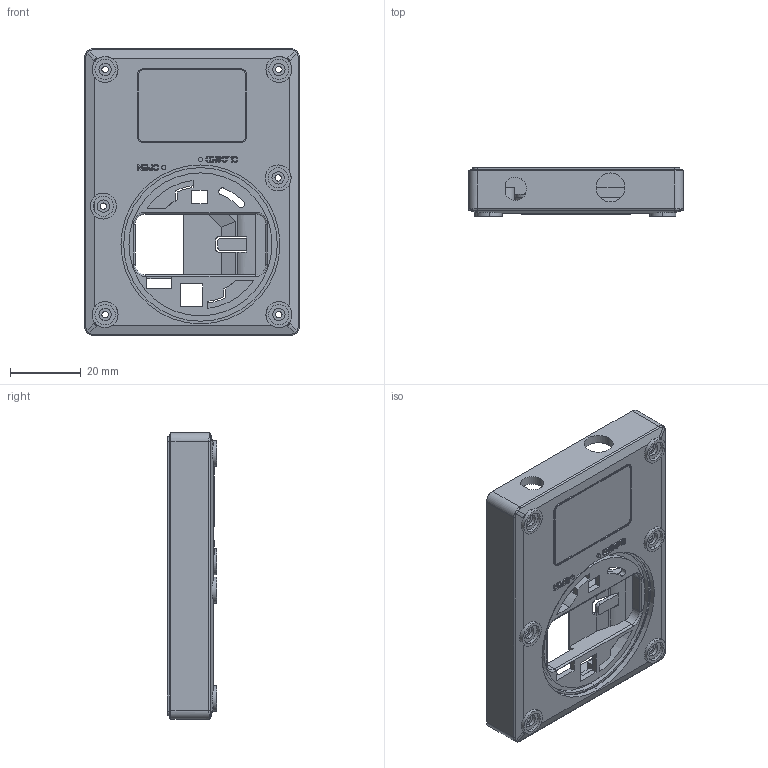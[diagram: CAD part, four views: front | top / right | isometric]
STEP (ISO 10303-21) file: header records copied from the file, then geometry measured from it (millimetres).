
FILE_DESCRIPTION (( 'STEP AP214' ), '1' );
FILE_NAME ('Part1.STEP', '2013-02-01T19:42:01', ( 'Mxn' ), ( ' ' ), 'SwSTEP 2.0', 'SolidWorks 2012', '' );
FILE_SCHEMA (( 'AUTOMOTIVE_DESIGN' ));
Length unit declared in the file: millimetre
Products named in the file (1): Part1
Bounding box: 60.79 x 13.95 x 81.19 mm (x, y, z)
Volume: 14886.8 mm3; surface area: 18810.5 mm2
Topology: 1 solids, 1 shells, 652 faces, 1754 edges, 1148 vertices
Faces by surface type: plane 447, cylinder 181, bspline 20, torus 4
Entity records: 20529 total; most frequent: CARTESIAN_POINT 4001, ORIENTED_EDGE 3500, DIRECTION 3323, EDGE_CURVE 1750, LINE 1313, VECTOR 1313, VERTEX_POINT 1148, AXIS2_PLACEMENT_3D 1005
